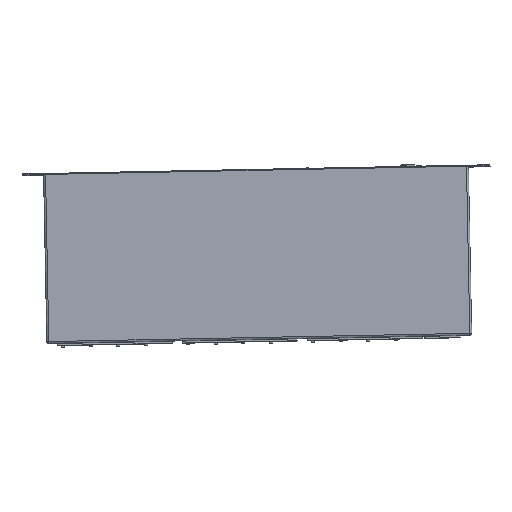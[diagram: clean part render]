
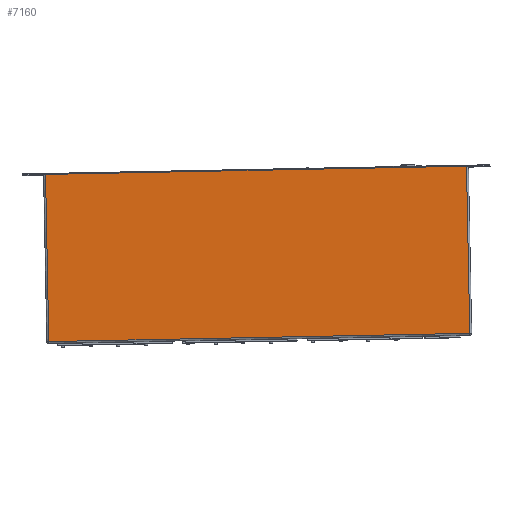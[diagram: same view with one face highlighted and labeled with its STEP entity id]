
A CAD part, front view. The second image highlights one B-rep face of the part: STEP entity #7160.
In plain terms, the highlighted planar face has unit normal (0.001, -1, -0.012).
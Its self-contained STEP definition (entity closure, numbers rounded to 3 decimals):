
#4979 = VECTOR ( 'NONE', #137256, 1000. ) ;
#7160 = ADVANCED_FACE ( 'NONE', ( #145547 ), #247019, .T. ) ;
#8940 = CARTESIAN_POINT ( 'NONE',  ( 217.24, 0.089, 89.072 ) ) ;
#13771 = VERTEX_POINT ( 'NONE', #233894 ) ;
#16465 = EDGE_LOOP ( 'NONE', ( #250471, #215757, #153930, #54415 ) ) ;
#44490 = CARTESIAN_POINT ( 'NONE',  ( 219.24, 0.09, 89.111 ) ) ;
#45999 = CARTESIAN_POINT ( 'NONE',  ( -217.187, -0.277, 81.077 ) ) ;
#47604 = LINE ( 'NONE', #45999, #244476 ) ;
#54412 = CARTESIAN_POINT ( 'NONE',  ( 220.611, 2.209, -83.382 ) ) ;
#54415 = ORIENTED_EDGE ( 'NONE', *, *, #187550, .T. ) ;
#60616 = VECTOR ( 'NONE', #215380, 1000. ) ;
#78153 = DIRECTION ( 'NONE',  ( 0.001, -1., -0.012 ) ) ;
#101368 = CARTESIAN_POINT ( 'NONE',  ( 219.23, 0.084, 89.611 ) ) ;
#112640 = LINE ( 'NONE', #271931, #150568 ) ;
#119720 = DIRECTION ( 'NONE',  ( -0.02, -0.012, 1. ) ) ;
#123056 = LINE ( 'NONE', #127745, #60616 ) ;
#127745 = CARTESIAN_POINT ( 'NONE',  ( 222.61, 2.21, -83.343 ) ) ;
#137256 = DIRECTION ( 'NONE',  ( -1., -0.001, -0.02 ) ) ;
#145547 = FACE_OUTER_BOUND ( 'NONE', #16465, .T. ) ;
#147662 = VERTEX_POINT ( 'NONE', #267237 ) ;
#150568 = VECTOR ( 'NONE', #119720, 1000. ) ;
#151746 = EDGE_CURVE ( 'NONE', #13771, #147662, #47604, .T. ) ;
#153930 = ORIENTED_EDGE ( 'NONE', *, *, #151746, .T. ) ;
#184562 = LINE ( 'NONE', #44490, #4979 ) ;
#187550 = EDGE_CURVE ( 'NONE', #147662, #191111, #123056, .T. ) ;
#191111 = VERTEX_POINT ( 'NONE', #54412 ) ;
#192922 = EDGE_CURVE ( 'NONE', #231056, #13771, #184562, .T. ) ;
#199437 = EDGE_CURVE ( 'NONE', #191111, #231056, #112640, .T. ) ;
#200399 = DIRECTION ( 'NONE',  ( 0.02, 0.012, -1. ) ) ;
#211230 = DIRECTION ( 'NONE',  ( 0., 0.012, -1. ) ) ;
#215380 = DIRECTION ( 'NONE',  ( 1., 0.001, 0.02 ) ) ;
#215757 = ORIENTED_EDGE ( 'NONE', *, *, #192922, .T. ) ;
#231056 = VERTEX_POINT ( 'NONE', #8940 ) ;
#233894 = CARTESIAN_POINT ( 'NONE',  ( -217.177, -0.271, 80.577 ) ) ;
#244476 = VECTOR ( 'NONE', #200399, 1000. ) ;
#247019 = PLANE ( 'NONE',  #275377 ) ;
#250471 = ORIENTED_EDGE ( 'NONE', *, *, #199437, .T. ) ;
#267237 = CARTESIAN_POINT ( 'NONE',  ( -213.806, 1.849, -91.877 ) ) ;
#271931 = CARTESIAN_POINT ( 'NONE',  ( 217.23, 0.083, 89.572 ) ) ;
#275377 = AXIS2_PLACEMENT_3D ( 'NONE', #101368, #78153, #211230 ) ;
